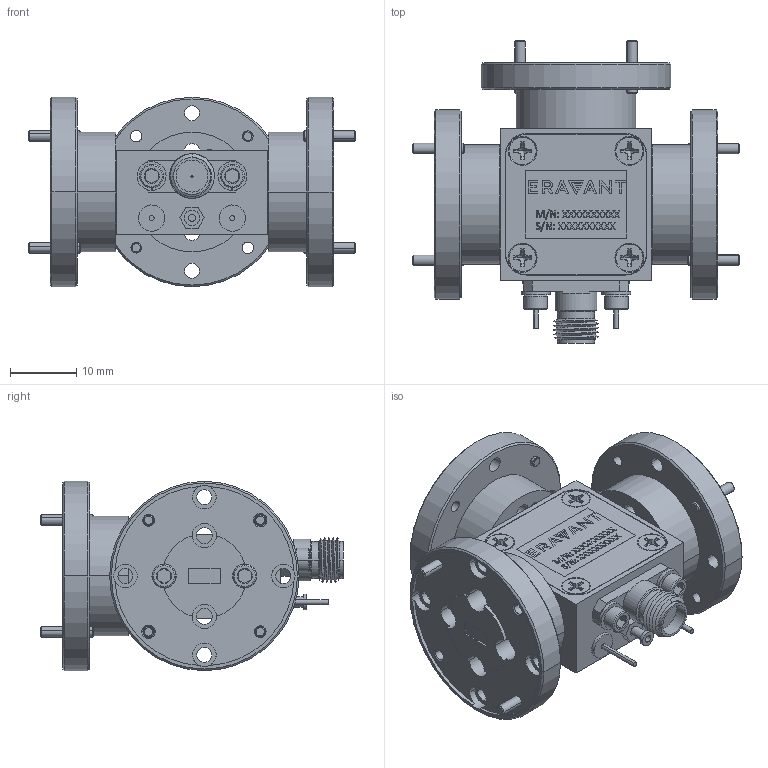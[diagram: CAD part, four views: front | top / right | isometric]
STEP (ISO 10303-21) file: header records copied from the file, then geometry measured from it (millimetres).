
FILE_DESCRIPTION (( 'STEP AP203' ), '1' );
FILE_NAME ('KD-RU-A.STEP', '2023-06-26T17:34:55', ( '' ), ( '' ), 'SwSTEP 2.0', 'SolidWorks 2021', '' );
FILE_SCHEMA (( 'CONFIG_CONTROL_DESIGN' ));
Products named in the file (1): KD-RU-A
Bounding box: 49.38 x 45.64 x 28.57 mm (x, y, z)
Volume: 16310.8 mm3; surface area: 15188.2 mm2
Topology: 31 solids, 31 shells, 2119 faces, 5599 edges, 3610 vertices
Faces by surface type: cylinder 908, plane 635, cone 312, bspline 262, torus 2
Entity records: 89944 total; most frequent: CARTESIAN_POINT 42168, ORIENTED_EDGE 11094, DIRECTION 8506, EDGE_CURVE 5547, VERTEX_POINT 3610, AXIS2_PLACEMENT_3D 2945, LINE 2616, VECTOR 2616
